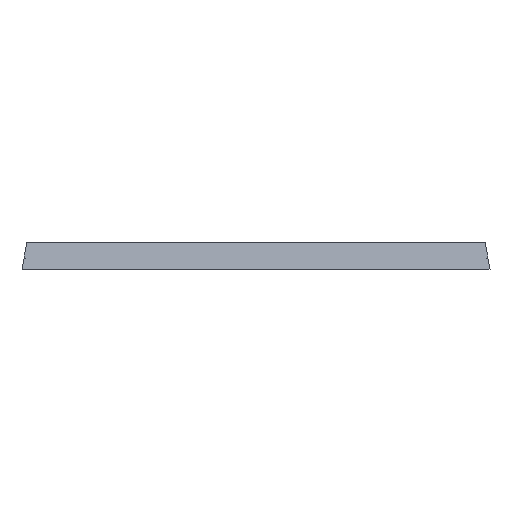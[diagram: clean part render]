
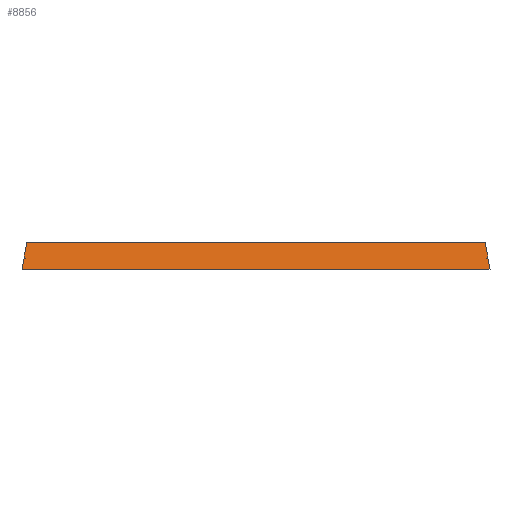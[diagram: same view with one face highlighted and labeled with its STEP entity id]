
A CAD part, front view. The second image highlights one B-rep face of the part: STEP entity #8856.
In plain terms, the highlighted planar face has unit normal (0, -0.985, 0.174).
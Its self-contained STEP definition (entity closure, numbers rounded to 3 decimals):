
#139 = CARTESIAN_POINT ( 'NONE',  ( 21.879, 21.879, 0. ) ) ;
#472 = DIRECTION ( 'NONE',  ( 1., 0., 0. ) ) ;
#791 = LINE ( 'NONE', #10839, #3125 ) ;
#1468 = DIRECTION ( 'NONE',  ( 1., 0., 0. ) ) ;
#1778 = ORIENTED_EDGE ( 'NONE', *, *, #12862, .F. ) ;
#2034 = EDGE_CURVE ( 'NONE', #9281, #15769, #791, .T. ) ;
#2655 = VECTOR ( 'NONE', #1468, 1000. ) ;
#3125 = VECTOR ( 'NONE', #472, 1000. ) ;
#5205 = VERTEX_POINT ( 'NONE', #17260 ) ;
#5227 = AXIS2_PLACEMENT_3D ( 'NONE', #15109, #9911, #6621 ) ;
#6241 = VERTEX_POINT ( 'NONE', #20081 ) ;
#6538 = CARTESIAN_POINT ( 'NONE',  ( 32.307, 32.307, 59.138 ) ) ;
#6621 = DIRECTION ( 'NONE',  ( 0., -0.174, -0.985 ) ) ;
#6707 = ORIENTED_EDGE ( 'NONE', *, *, #18132, .T. ) ;
#6742 = DIRECTION ( 'NONE',  ( 0.171, 0.171, 0.97 ) ) ;
#8270 = PLANE ( 'NONE',  #5227 ) ;
#8856 = ADVANCED_FACE ( 'NONE', ( #10024 ), #8270, .T. ) ;
#9148 = DIRECTION ( 'NONE',  ( -0.171, 0.171, 0.97 ) ) ;
#9281 = VERTEX_POINT ( 'NONE', #9789 ) ;
#9364 = CARTESIAN_POINT ( 'NONE',  ( 387.108, 32.892, 62.458 ) ) ;
#9789 = CARTESIAN_POINT ( 'NONE',  ( 18., 18., -22.001 ) ) ;
#9911 = DIRECTION ( 'NONE',  ( 0., -0.985, 0.174 ) ) ;
#10024 = FACE_OUTER_BOUND ( 'NONE', #14394, .T. ) ;
#10839 = CARTESIAN_POINT ( 'NONE',  ( 0., 18., -22.001 ) ) ;
#12089 = CARTESIAN_POINT ( 'NONE',  ( 402., 18., -22.001 ) ) ;
#12862 = EDGE_CURVE ( 'NONE', #9281, #6241, #16993, .T. ) ;
#13972 = VECTOR ( 'NONE', #6742, 1000. ) ;
#14394 = EDGE_LOOP ( 'NONE', ( #15011, #1778, #20424, #6707 ) ) ;
#15011 = ORIENTED_EDGE ( 'NONE', *, *, #18878, .F. ) ;
#15109 = CARTESIAN_POINT ( 'NONE',  ( 21.879, 21.879, 0. ) ) ;
#15769 = VERTEX_POINT ( 'NONE', #12089 ) ;
#16993 = LINE ( 'NONE', #6538, #13972 ) ;
#17260 = CARTESIAN_POINT ( 'NONE',  ( 398.121, 21.879, 0. ) ) ;
#17530 = LINE ( 'NONE', #9364, #20621 ) ;
#18132 = EDGE_CURVE ( 'NONE', #15769, #5205, #17530, .T. ) ;
#18702 = LINE ( 'NONE', #139, #2655 ) ;
#18878 = EDGE_CURVE ( 'NONE', #6241, #5205, #18702, .T. ) ;
#20081 = CARTESIAN_POINT ( 'NONE',  ( 21.879, 21.879, 0. ) ) ;
#20424 = ORIENTED_EDGE ( 'NONE', *, *, #2034, .T. ) ;
#20621 = VECTOR ( 'NONE', #9148, 1000. ) ;
